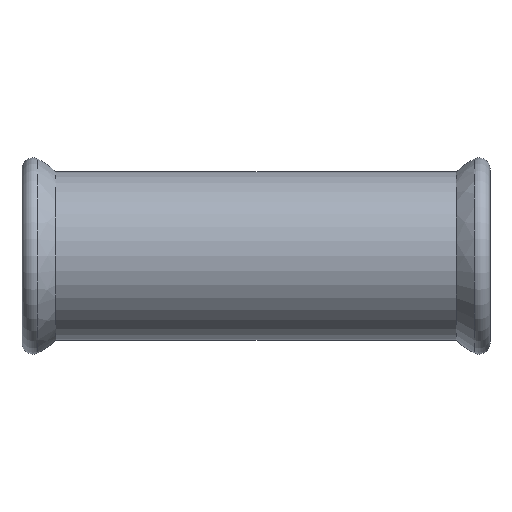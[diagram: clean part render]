
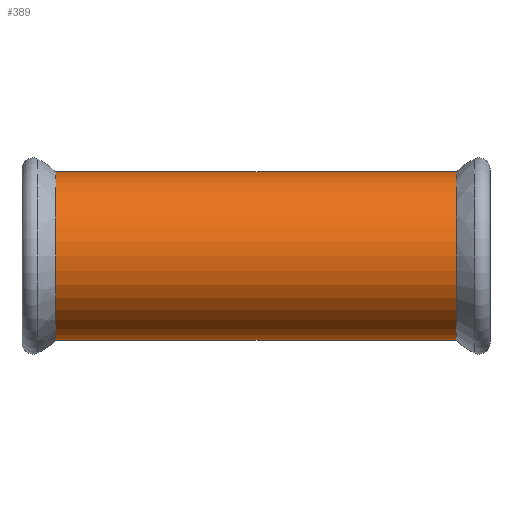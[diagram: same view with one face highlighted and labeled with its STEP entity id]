
A CAD part, front view. The second image highlights one B-rep face of the part: STEP entity #389.
In plain terms, the highlighted cylindrical face has radius 46.75 mm (diameter 93.5 mm), a full revolution.
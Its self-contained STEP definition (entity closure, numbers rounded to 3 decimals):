
#27=LINE('',#798,#35);
#35=VECTOR('',#615,46.75);
#41=CYLINDRICAL_SURFACE('',#474,46.75);
#63=FACE_OUTER_BOUND('',#82,.T.);
#82=EDGE_LOOP('',(#348,#349,#350,#351,#352,#353,#354,#355));
#90=CIRCLE('',#416,46.75);
#91=CIRCLE('',#417,46.75);
#92=CIRCLE('',#418,46.75);
#105=CIRCLE('',#433,46.75);
#106=CIRCLE('',#434,46.75);
#107=CIRCLE('',#435,46.75);
#143=VERTEX_POINT('',#665);
#144=VERTEX_POINT('',#667);
#145=VERTEX_POINT('',#669);
#156=VERTEX_POINT('',#723);
#157=VERTEX_POINT('',#725);
#158=VERTEX_POINT('',#727);
#190=EDGE_CURVE('',#143,#144,#90,.T.);
#191=EDGE_CURVE('',#144,#145,#91,.T.);
#192=EDGE_CURVE('',#145,#143,#92,.T.);
#206=EDGE_CURVE('',#157,#156,#105,.T.);
#207=EDGE_CURVE('',#158,#157,#106,.T.);
#208=EDGE_CURVE('',#156,#158,#107,.T.);
#242=EDGE_CURVE('',#145,#157,#27,.T.);
#348=ORIENTED_EDGE('',*,*,#191,.F.);
#349=ORIENTED_EDGE('',*,*,#190,.F.);
#350=ORIENTED_EDGE('',*,*,#192,.F.);
#351=ORIENTED_EDGE('',*,*,#242,.T.);
#352=ORIENTED_EDGE('',*,*,#206,.T.);
#353=ORIENTED_EDGE('',*,*,#208,.T.);
#354=ORIENTED_EDGE('',*,*,#207,.T.);
#355=ORIENTED_EDGE('',*,*,#242,.F.);
#389=ADVANCED_FACE('',(#63),#41,.T.);
#416=AXIS2_PLACEMENT_3D('',#668,#491,#492);
#417=AXIS2_PLACEMENT_3D('',#670,#493,#494);
#418=AXIS2_PLACEMENT_3D('',#671,#495,#496);
#433=AXIS2_PLACEMENT_3D('',#726,#526,#527);
#434=AXIS2_PLACEMENT_3D('',#728,#528,#529);
#435=AXIS2_PLACEMENT_3D('',#729,#530,#531);
#474=AXIS2_PLACEMENT_3D('',#797,#613,#614);
#491=DIRECTION('center_axis',(1.,0.,0.));
#492=DIRECTION('ref_axis',(0.,1.,0.));
#493=DIRECTION('center_axis',(1.,0.,0.));
#494=DIRECTION('ref_axis',(0.,1.,0.));
#495=DIRECTION('center_axis',(1.,0.,0.));
#496=DIRECTION('ref_axis',(0.,1.,0.));
#526=DIRECTION('center_axis',(1.,0.,0.));
#527=DIRECTION('ref_axis',(0.,1.,0.));
#528=DIRECTION('center_axis',(1.,0.,0.));
#529=DIRECTION('ref_axis',(0.,1.,0.));
#530=DIRECTION('center_axis',(1.,0.,0.));
#531=DIRECTION('ref_axis',(0.,1.,0.));
#613=DIRECTION('center_axis',(1.,0.,0.));
#614=DIRECTION('ref_axis',(0.,1.,0.));
#615=DIRECTION('',(-1.,0.,0.));
#665=CARTESIAN_POINT('',(-18.836,0.,-46.75));
#667=CARTESIAN_POINT('',(-18.836,46.75,0.));
#668=CARTESIAN_POINT('Origin',(-18.836,0.,0.));
#669=CARTESIAN_POINT('',(-18.836,-46.75,0.));
#670=CARTESIAN_POINT('Origin',(-18.836,0.,0.));
#671=CARTESIAN_POINT('Origin',(-18.836,0.,0.));
#723=CARTESIAN_POINT('',(-241.164,0.,-46.75));
#725=CARTESIAN_POINT('',(-241.164,-46.75,0.));
#726=CARTESIAN_POINT('Origin',(-241.164,0.,0.));
#727=CARTESIAN_POINT('',(-241.164,46.75,0.));
#728=CARTESIAN_POINT('Origin',(-241.164,0.,0.));
#729=CARTESIAN_POINT('Origin',(-241.164,0.,0.));
#797=CARTESIAN_POINT('Origin',(-39.418,0.,0.));
#798=CARTESIAN_POINT('',(-39.418,-46.75,0.));
